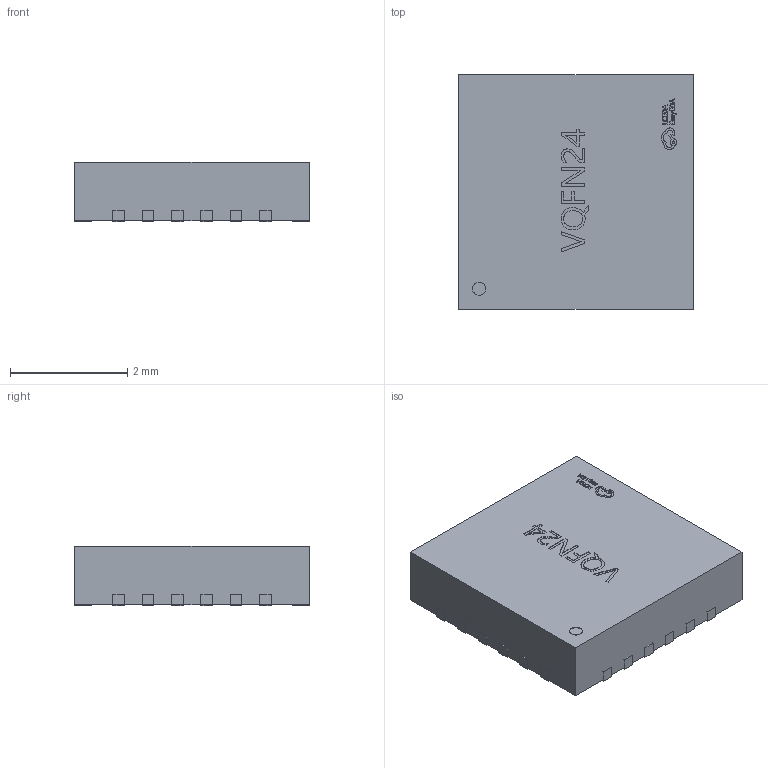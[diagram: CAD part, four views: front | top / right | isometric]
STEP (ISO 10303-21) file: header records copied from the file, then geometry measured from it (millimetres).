
FILE_DESCRIPTION(/* description */ (''),/* implementation_level */ '2;1');
FILE_NAME(/* name */ 'VQFN-24_L4.0-W4.0-H1.0-P0.50.step',/* time_stamp */ '2023-05-04T22:31:01+08:00',/* author */ (''),/* organization */ (''),/* preprocessor_version */ 'ST-DEVELOPER v19.2',/* originating_system */ 'Autodesk Translation Framework v12.4.0.73',/* authorisation */ '');
FILE_SCHEMA (('AUTOMOTIVE_DESIGN { 1 0 10303 214 3 1 1 }'));
Length unit declared in the file: millimetre
Products named in the file (3): U2; VQFN-24_L4.0-W4.0-P0.50-BL-EP2.8; COMPOUND (7)
Assembly tree (2 placements, depth 3):
  U2
    VQFN-24_L4.0-W4.0-P0.50-BL-EP2.8
      COMPOUND (7)
Bounding box: 4.02 x 4.02 x 1.02 mm (x, y, z)
Volume: 16.3 mm3; surface area: 55.4 mm2
Topology: 38 solids, 38 shells, 532 faces, 1314 edges, 876 vertices
Faces by surface type: plane 369, bspline 138, cylinder 25
Full cylindrical faces by diameter (mm): 0.225 x1
Entity records: 18666 total; most frequent: CARTESIAN_POINT 6013, ORIENTED_EDGE 2628, DIRECTION 2062, EDGE_CURVE 1314, LINE 988, VECTOR 988, VERTEX_POINT 876, STYLED_ITEM 570
